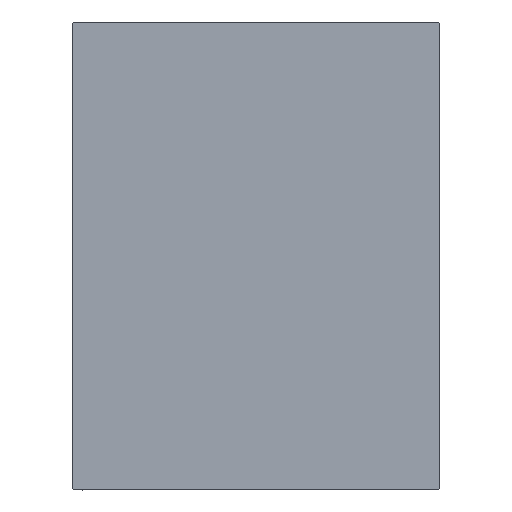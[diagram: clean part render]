
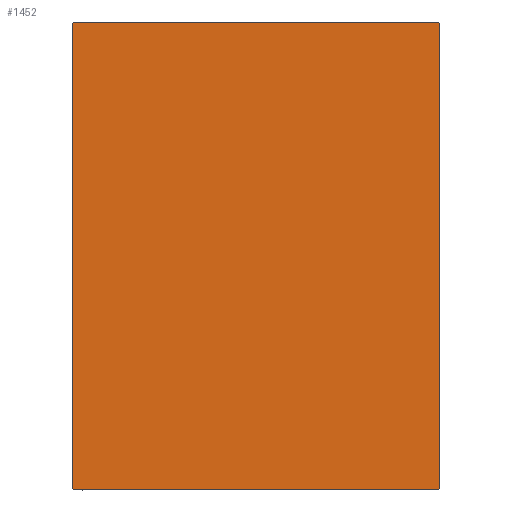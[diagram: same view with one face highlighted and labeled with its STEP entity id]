
A CAD part, left-side view. The second image highlights one B-rep face of the part: STEP entity #1452.
In plain terms, the highlighted face is planar.
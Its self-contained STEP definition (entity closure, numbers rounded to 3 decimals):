
#185 = CARTESIAN_POINT ( 'NONE',  ( 173., 55., 69.7 ) ) ;
#459 = VECTOR ( 'NONE', #17271, 1000. ) ;
#480 = CARTESIAN_POINT ( 'NONE',  ( 173., 54.7, -70. ) ) ;
#695 = CARTESIAN_POINT ( 'NONE',  ( 173., -55., 70. ) ) ;
#909 = LINE ( 'NONE', #21061, #12342 ) ;
#1356 = LINE ( 'NONE', #28150, #30827 ) ;
#1435 = VERTEX_POINT ( 'NONE', #9791 ) ;
#1452 = ADVANCED_FACE ( 'NONE', ( #5819 ), #19527, .T. ) ;
#1585 = VERTEX_POINT ( 'NONE', #39433 ) ;
#1661 = LINE ( 'NONE', #16421, #14000 ) ;
#2274 = CARTESIAN_POINT ( 'NONE',  ( 173., 0., 0. ) ) ;
#2949 = DIRECTION ( 'NONE',  ( 0., 0.707, -0.707 ) ) ;
#3879 = VECTOR ( 'NONE', #18030, 1000. ) ;
#4530 = LINE ( 'NONE', #8062, #3879 ) ;
#5819 = FACE_OUTER_BOUND ( 'NONE', #40546, .T. ) ;
#6440 = VERTEX_POINT ( 'NONE', #480 ) ;
#8062 = CARTESIAN_POINT ( 'NONE',  ( 173., -55., -70. ) ) ;
#9486 = EDGE_CURVE ( 'NONE', #1585, #35226, #1661, .T. ) ;
#9533 = EDGE_CURVE ( 'NONE', #27773, #1435, #37844, .T. ) ;
#9741 = CARTESIAN_POINT ( 'NONE',  ( 173., -62.35, 62.35 ) ) ;
#9791 = CARTESIAN_POINT ( 'NONE',  ( 173., -55., -69.7 ) ) ;
#9862 = VECTOR ( 'NONE', #21055, 1000. ) ;
#10532 = CARTESIAN_POINT ( 'NONE',  ( 173., -55., 69.7 ) ) ;
#11590 = EDGE_CURVE ( 'NONE', #26596, #38975, #909, .T. ) ;
#12342 = VECTOR ( 'NONE', #34552, 1000. ) ;
#12485 = CARTESIAN_POINT ( 'NONE',  ( 173., -62.35, -62.35 ) ) ;
#12605 = ORIENTED_EDGE ( 'NONE', *, *, #25522, .T. ) ;
#12883 = DIRECTION ( 'NONE',  ( 1., 0., 0. ) ) ;
#13955 = ORIENTED_EDGE ( 'NONE', *, *, #21130, .T. ) ;
#14000 = VECTOR ( 'NONE', #29924, 1000. ) ;
#14582 = LINE ( 'NONE', #28102, #459 ) ;
#16421 = CARTESIAN_POINT ( 'NONE',  ( 173., 55., -70. ) ) ;
#17076 = ORIENTED_EDGE ( 'NONE', *, *, #17319, .T. ) ;
#17271 = DIRECTION ( 'NONE',  ( 0., 0.707, 0.707 ) ) ;
#17319 = EDGE_CURVE ( 'NONE', #6440, #1585, #14582, .T. ) ;
#18030 = DIRECTION ( 'NONE',  ( 0., 1., 0. ) ) ;
#19527 = PLANE ( 'NONE',  #26573 ) ;
#21055 = DIRECTION ( 'NONE',  ( 0., 0., -1. ) ) ;
#21061 = CARTESIAN_POINT ( 'NONE',  ( 173., 55., 70. ) ) ;
#21074 = DIRECTION ( 'NONE',  ( 0., -0.707, 0.707 ) ) ;
#21130 = EDGE_CURVE ( 'NONE', #30197, #6440, #4530, .T. ) ;
#23235 = ORIENTED_EDGE ( 'NONE', *, *, #26113, .T. ) ;
#23437 = CARTESIAN_POINT ( 'NONE',  ( 173., 54.7, 70. ) ) ;
#23759 = VECTOR ( 'NONE', #36505, 1000. ) ;
#24027 = CARTESIAN_POINT ( 'NONE',  ( 173., -54.7, -70. ) ) ;
#25522 = EDGE_CURVE ( 'NONE', #38975, #27773, #40692, .T. ) ;
#26113 = EDGE_CURVE ( 'NONE', #35226, #26596, #1356, .T. ) ;
#26573 = AXIS2_PLACEMENT_3D ( 'NONE', #2274, #12883, #36338 ) ;
#26596 = VERTEX_POINT ( 'NONE', #23437 ) ;
#26940 = CARTESIAN_POINT ( 'NONE',  ( 173., -54.7, 70. ) ) ;
#27773 = VERTEX_POINT ( 'NONE', #10532 ) ;
#28040 = EDGE_CURVE ( 'NONE', #1435, #30197, #29960, .T. ) ;
#28102 = CARTESIAN_POINT ( 'NONE',  ( 173., 62.35, -62.35 ) ) ;
#28150 = CARTESIAN_POINT ( 'NONE',  ( 173., 62.35, 62.35 ) ) ;
#29924 = DIRECTION ( 'NONE',  ( 0., 0., 1. ) ) ;
#29960 = LINE ( 'NONE', #12485, #42424 ) ;
#30197 = VERTEX_POINT ( 'NONE', #24027 ) ;
#30827 = VECTOR ( 'NONE', #21074, 1000. ) ;
#32663 = ORIENTED_EDGE ( 'NONE', *, *, #9533, .T. ) ;
#34552 = DIRECTION ( 'NONE',  ( 0., -1., 0. ) ) ;
#35226 = VERTEX_POINT ( 'NONE', #185 ) ;
#36338 = DIRECTION ( 'NONE',  ( 0., 0., -1. ) ) ;
#36505 = DIRECTION ( 'NONE',  ( 0., -0.707, -0.707 ) ) ;
#37072 = ORIENTED_EDGE ( 'NONE', *, *, #9486, .T. ) ;
#37844 = LINE ( 'NONE', #695, #9862 ) ;
#38975 = VERTEX_POINT ( 'NONE', #26940 ) ;
#39433 = CARTESIAN_POINT ( 'NONE',  ( 173., 55., -69.7 ) ) ;
#40318 = ORIENTED_EDGE ( 'NONE', *, *, #11590, .T. ) ;
#40546 = EDGE_LOOP ( 'NONE', ( #13955, #17076, #37072, #23235, #40318, #12605, #32663, #42651 ) ) ;
#40692 = LINE ( 'NONE', #9741, #23759 ) ;
#42424 = VECTOR ( 'NONE', #2949, 1000. ) ;
#42651 = ORIENTED_EDGE ( 'NONE', *, *, #28040, .T. ) ;
